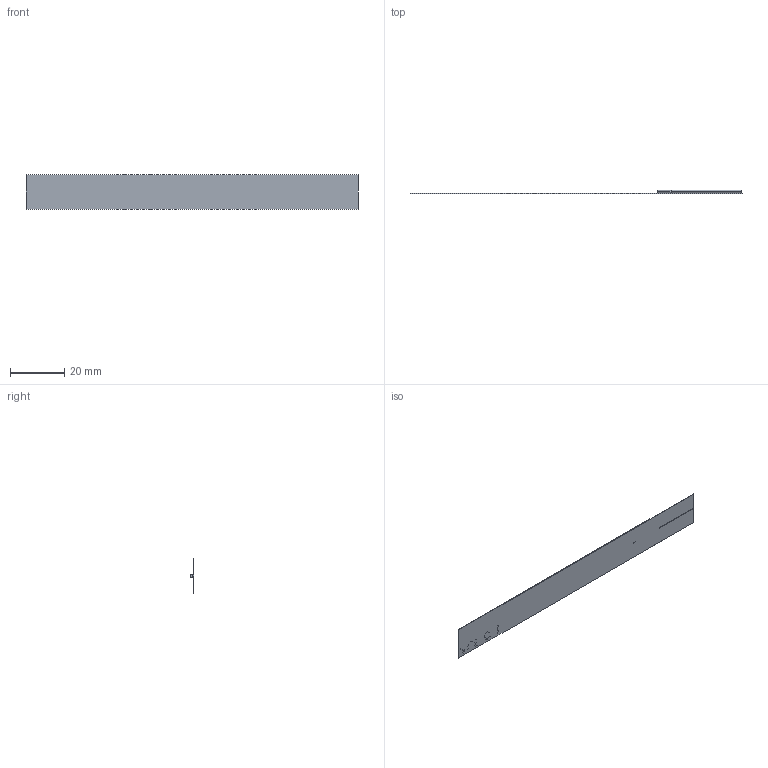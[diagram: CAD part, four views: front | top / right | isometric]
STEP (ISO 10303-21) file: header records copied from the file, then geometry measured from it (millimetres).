
FILE_DESCRIPTION (( 'STEP AP214' ), '1' );
FILE_NAME ('antenna.STEP', '2023-02-25T06:01:25', ( '' ), ( '' ), 'SwSTEP 2.0', 'SolidWorks 2021', '' );
FILE_SCHEMA (( 'AUTOMOTIVE_DESIGN' ));
Length unit declared in the file: inch
Products named in the file (1): antenna
Bounding box: 121.92 x 1.37 x 12.7 mm (x, y, z)
Volume: 417.6 mm3; surface area: 3257 mm2
Topology: 1 solids, 1 shells, 105 faces, 271 edges, 180 vertices
Faces by surface type: plane 81, bspline 18, cylinder 6
Entity records: 5650 total; most frequent: CARTESIAN_POINT 1839, ORIENTED_EDGE 542, DIRECTION 423, EDGE_CURVE 271, LINE 223, VECTOR 223, VERTEX_POINT 180, EDGE_LOOP 117
